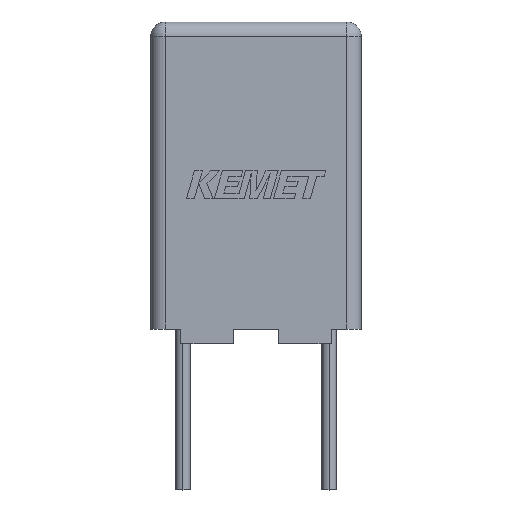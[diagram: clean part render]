
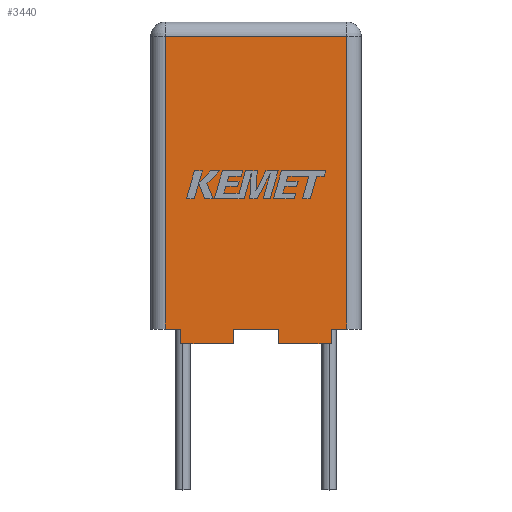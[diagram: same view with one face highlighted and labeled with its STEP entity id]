
A CAD part, top view. The second image highlights one B-rep face of the part: STEP entity #3440.
In plain terms, the highlighted planar face has unit normal (0, 0, 1).
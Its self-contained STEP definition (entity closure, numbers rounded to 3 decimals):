
#18 = CARTESIAN_POINT ( 'NONE',  ( 0.77, -5.25, 6. ) ) ;
#85 = DIRECTION ( 'NONE',  ( 0., -1., 0. ) ) ;
#125 = CARTESIAN_POINT ( 'NONE',  ( -3.1, 0., 6. ) ) ;
#188 = VERTEX_POINT ( 'NONE', #1595 ) ;
#317 = ORIENTED_EDGE ( 'NONE', *, *, #2437, .T. ) ;
#372 = EDGE_CURVE ( 'NONE', #1641, #188, #675, .T. ) ;
#377 = CARTESIAN_POINT ( 'NONE',  ( -2.57, -5.75, 6. ) ) ;
#402 = EDGE_CURVE ( 'NONE', #1253, #579, #1461, .T. ) ;
#474 = ORIENTED_EDGE ( 'NONE', *, *, #372, .F. ) ;
#480 = VECTOR ( 'NONE', #2642, 1000. ) ;
#495 = ORIENTED_EDGE ( 'NONE', *, *, #2866, .T. ) ;
#563 = DIRECTION ( 'NONE',  ( 1., 0., 0. ) ) ;
#579 = VERTEX_POINT ( 'NONE', #2409 ) ;
#594 = EDGE_CURVE ( 'NONE', #821, #3280, #2016, .T. ) ;
#653 = EDGE_CURVE ( 'NONE', #1658, #3559, #2329, .T. ) ;
#675 = LINE ( 'NONE', #1090, #480 ) ;
#753 = EDGE_CURVE ( 'NONE', #3280, #1658, #3486, .T. ) ;
#790 = EDGE_LOOP ( 'NONE', ( #495, #929, #2659, #3808, #1596, #2727, #474, #3752, #317, #1509, #2243, #1380 ) ) ;
#821 = VERTEX_POINT ( 'NONE', #1337 ) ;
#866 = DIRECTION ( 'NONE',  ( 0., 1., 0. ) ) ;
#929 = ORIENTED_EDGE ( 'NONE', *, *, #3055, .F. ) ;
#982 = LINE ( 'NONE', #3477, #2770 ) ;
#1022 = CARTESIAN_POINT ( 'NONE',  ( 0., 4.75, 6. ) ) ;
#1024 = LINE ( 'NONE', #1762, #3056 ) ;
#1090 = CARTESIAN_POINT ( 'NONE',  ( 0.77, -5.75, 6. ) ) ;
#1153 = AXIS2_PLACEMENT_3D ( 'NONE', #2067, #3824, #1753 ) ;
#1171 = PLANE ( 'NONE',  #1153 ) ;
#1204 = CARTESIAN_POINT ( 'NONE',  ( 2.57, -5.75, 6. ) ) ;
#1241 = DIRECTION ( 'NONE',  ( 1., 0., 0. ) ) ;
#1253 = VERTEX_POINT ( 'NONE', #3720 ) ;
#1259 = DIRECTION ( 'NONE',  ( 1., 0., 0. ) ) ;
#1337 = CARTESIAN_POINT ( 'NONE',  ( 3.1, -5.25, 6. ) ) ;
#1380 = ORIENTED_EDGE ( 'NONE', *, *, #653, .T. ) ;
#1418 = VECTOR ( 'NONE', #3431, 1000. ) ;
#1461 = LINE ( 'NONE', #1721, #3358 ) ;
#1509 = ORIENTED_EDGE ( 'NONE', *, *, #594, .T. ) ;
#1573 = EDGE_CURVE ( 'NONE', #1641, #2859, #2741, .T. ) ;
#1579 = LINE ( 'NONE', #2901, #2363 ) ;
#1595 = CARTESIAN_POINT ( 'NONE',  ( 0.77, -5.75, 6. ) ) ;
#1596 = ORIENTED_EDGE ( 'NONE', *, *, #1949, .T. ) ;
#1605 = DIRECTION ( 'NONE',  ( -1., 0., 0. ) ) ;
#1630 = VECTOR ( 'NONE', #2059, 1000. ) ;
#1641 = VERTEX_POINT ( 'NONE', #2096 ) ;
#1656 = CARTESIAN_POINT ( 'NONE',  ( -2.57, -5.25, 6. ) ) ;
#1658 = VERTEX_POINT ( 'NONE', #2629 ) ;
#1720 = CARTESIAN_POINT ( 'NONE',  ( -3.6, -5.25, 6. ) ) ;
#1721 = CARTESIAN_POINT ( 'NONE',  ( -0.77, -5.75, 6. ) ) ;
#1753 = DIRECTION ( 'NONE',  ( -1., 0., 0. ) ) ;
#1762 = CARTESIAN_POINT ( 'NONE',  ( -3.6, -5.25, 6. ) ) ;
#1815 = CARTESIAN_POINT ( 'NONE',  ( 3.1, 0., 6. ) ) ;
#1880 = EDGE_CURVE ( 'NONE', #1253, #2210, #1579, .T. ) ;
#1927 = VECTOR ( 'NONE', #2702, 1000. ) ;
#1949 = EDGE_CURVE ( 'NONE', #579, #3484, #2688, .T. ) ;
#1975 = CARTESIAN_POINT ( 'NONE',  ( 0.77, -5.75, 6. ) ) ;
#2016 = LINE ( 'NONE', #1815, #1927 ) ;
#2059 = DIRECTION ( 'NONE',  ( 0., 1., 0. ) ) ;
#2067 = CARTESIAN_POINT ( 'NONE',  ( 0., 0., 6. ) ) ;
#2073 = VECTOR ( 'NONE', #3604, 1000. ) ;
#2096 = CARTESIAN_POINT ( 'NONE',  ( 2.57, -5.75, 6. ) ) ;
#2149 = VECTOR ( 'NONE', #1605, 1000. ) ;
#2205 = VERTEX_POINT ( 'NONE', #1656 ) ;
#2210 = VERTEX_POINT ( 'NONE', #3136 ) ;
#2243 = ORIENTED_EDGE ( 'NONE', *, *, #753, .T. ) ;
#2329 = LINE ( 'NONE', #125, #2608 ) ;
#2363 = VECTOR ( 'NONE', #2929, 1000. ) ;
#2409 = CARTESIAN_POINT ( 'NONE',  ( -0.77, -5.25, 6. ) ) ;
#2437 = EDGE_CURVE ( 'NONE', #2859, #821, #1024, .T. ) ;
#2608 = VECTOR ( 'NONE', #85, 1000. ) ;
#2629 = CARTESIAN_POINT ( 'NONE',  ( -3.1, 4.75, 6. ) ) ;
#2642 = DIRECTION ( 'NONE',  ( -1., 0., 0. ) ) ;
#2659 = ORIENTED_EDGE ( 'NONE', *, *, #1880, .F. ) ;
#2668 = FACE_OUTER_BOUND ( 'NONE', #790, .T. ) ;
#2674 = LINE ( 'NONE', #377, #2073 ) ;
#2688 = LINE ( 'NONE', #1720, #3427 ) ;
#2702 = DIRECTION ( 'NONE',  ( 0., 1., 0. ) ) ;
#2727 = ORIENTED_EDGE ( 'NONE', *, *, #3345, .F. ) ;
#2741 = LINE ( 'NONE', #1204, #1630 ) ;
#2770 = VECTOR ( 'NONE', #563, 1000. ) ;
#2859 = VERTEX_POINT ( 'NONE', #3241 ) ;
#2866 = EDGE_CURVE ( 'NONE', #3559, #2205, #982, .T. ) ;
#2901 = CARTESIAN_POINT ( 'NONE',  ( -2.57, -5.75, 6. ) ) ;
#2929 = DIRECTION ( 'NONE',  ( -1., 0., 0. ) ) ;
#3055 = EDGE_CURVE ( 'NONE', #2210, #2205, #2674, .T. ) ;
#3056 = VECTOR ( 'NONE', #1259, 1000. ) ;
#3101 = CARTESIAN_POINT ( 'NONE',  ( -3.1, -5.25, 6. ) ) ;
#3136 = CARTESIAN_POINT ( 'NONE',  ( -2.57, -5.75, 6. ) ) ;
#3186 = CARTESIAN_POINT ( 'NONE',  ( 3.1, 4.75, 6. ) ) ;
#3241 = CARTESIAN_POINT ( 'NONE',  ( 2.57, -5.25, 6. ) ) ;
#3280 = VERTEX_POINT ( 'NONE', #3186 ) ;
#3320 = LINE ( 'NONE', #1975, #1418 ) ;
#3345 = EDGE_CURVE ( 'NONE', #188, #3484, #3320, .T. ) ;
#3358 = VECTOR ( 'NONE', #866, 1000. ) ;
#3427 = VECTOR ( 'NONE', #1241, 1000. ) ;
#3431 = DIRECTION ( 'NONE',  ( 0., 1., 0. ) ) ;
#3440 = ADVANCED_FACE ( 'NONE', ( #2668 ), #1171, .F. ) ;
#3477 = CARTESIAN_POINT ( 'NONE',  ( -3.6, -5.25, 6. ) ) ;
#3484 = VERTEX_POINT ( 'NONE', #18 ) ;
#3486 = LINE ( 'NONE', #1022, #2149 ) ;
#3559 = VERTEX_POINT ( 'NONE', #3101 ) ;
#3604 = DIRECTION ( 'NONE',  ( 0., 1., 0. ) ) ;
#3720 = CARTESIAN_POINT ( 'NONE',  ( -0.77, -5.75, 6. ) ) ;
#3752 = ORIENTED_EDGE ( 'NONE', *, *, #1573, .T. ) ;
#3808 = ORIENTED_EDGE ( 'NONE', *, *, #402, .T. ) ;
#3824 = DIRECTION ( 'NONE',  ( 0., 0., -1. ) ) ;
